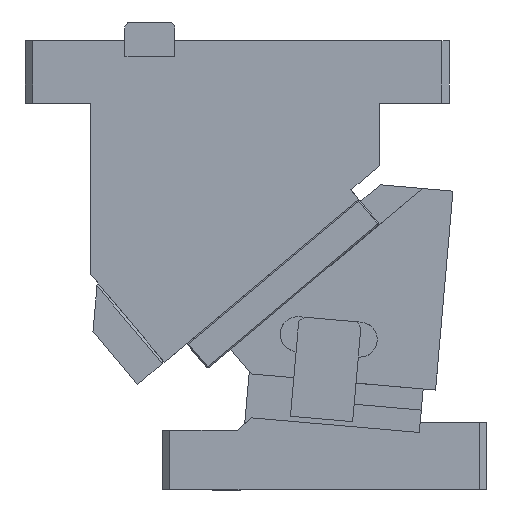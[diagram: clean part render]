
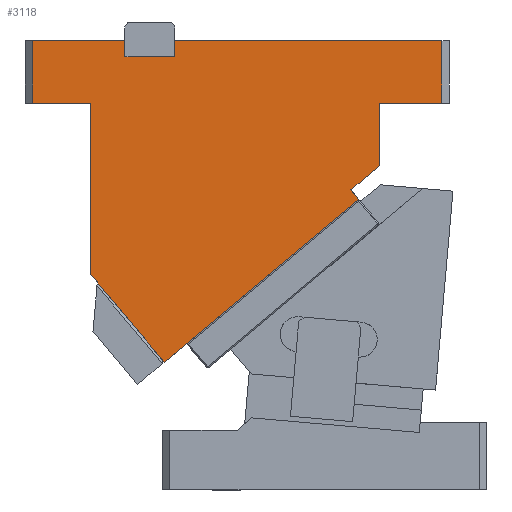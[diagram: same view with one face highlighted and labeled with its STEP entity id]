
A CAD part, front view. The second image highlights one B-rep face of the part: STEP entity #3118.
In plain terms, the highlighted planar face has unit normal (0, -1, 0).
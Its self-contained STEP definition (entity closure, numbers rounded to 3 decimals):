
#2542=CARTESIAN_POINT('Vertex',(-29.,0.,155.)) ;
#2545=CARTESIAN_POINT('Line Origine',(-40.5,0.,155.)) ;
#2549=CARTESIAN_POINT('Vertex',(-52.,0.,155.)) ;
#2968=CARTESIAN_POINT('Vertex',(-29.,0.,86.702)) ;
#2971=CARTESIAN_POINT('Line Origine',(-29.,0.,120.851)) ;
#2983=CARTESIAN_POINT('Axis2P3D Location',(-22.189,0.,61.747)) ;
#2988=CARTESIAN_POINT('Line Origine',(-52.,0.,167.5)) ;
#2992=CARTESIAN_POINT('Vertex',(-52.,0.,180.)) ;
#2995=CARTESIAN_POINT('Line Origine',(-25.151,0.,82.114)) ;
#2999=CARTESIAN_POINT('Vertex',(-21.302,0.,77.527)) ;
#3002=CARTESIAN_POINT('Line Origine',(-15.195,0.,70.249)) ;
#3006=CARTESIAN_POINT('Vertex',(-9.089,0.,62.972)) ;
#3009=CARTESIAN_POINT('Line Origine',(-4.107,0.,57.035)) ;
#3013=CARTESIAN_POINT('Vertex',(0.875,0.,51.098)) ;
#3016=CARTESIAN_POINT('Line Origine',(5.318,0.,54.827)) ;
#3020=CARTESIAN_POINT('Vertex',(9.761,0.,58.555)) ;
#3023=CARTESIAN_POINT('Line Origine',(44.233,0.,87.48)) ;
#3027=CARTESIAN_POINT('Vertex',(78.705,0.,116.406)) ;
#3030=CARTESIAN_POINT('Line Origine',(77.098,0.,118.321)) ;
#3034=CARTESIAN_POINT('Vertex',(75.491,0.,120.236)) ;
#3037=CARTESIAN_POINT('Line Origine',(81.245,0.,125.065)) ;
#3041=CARTESIAN_POINT('Vertex',(87.,0.,129.893)) ;
#3044=CARTESIAN_POINT('Line Origine',(87.,0.,142.447)) ;
#3048=CARTESIAN_POINT('Vertex',(87.,0.,155.)) ;
#3051=CARTESIAN_POINT('Line Origine',(99.5,0.,155.)) ;
#3055=CARTESIAN_POINT('Vertex',(112.,0.,155.)) ;
#3058=CARTESIAN_POINT('Line Origine',(112.,0.,167.5)) ;
#3062=CARTESIAN_POINT('Vertex',(112.,0.,180.)) ;
#3065=CARTESIAN_POINT('Line Origine',(58.5,0.,180.)) ;
#3069=CARTESIAN_POINT('Vertex',(5.,0.,180.)) ;
#3072=CARTESIAN_POINT('Line Origine',(5.,0.,176.75)) ;
#3076=CARTESIAN_POINT('Vertex',(5.,0.,173.5)) ;
#3079=CARTESIAN_POINT('Line Origine',(-5.,0.,173.5)) ;
#3083=CARTESIAN_POINT('Vertex',(-15.,0.,173.5)) ;
#3086=CARTESIAN_POINT('Line Origine',(-15.,0.,176.75)) ;
#3090=CARTESIAN_POINT('Vertex',(-15.,0.,180.)) ;
#3093=CARTESIAN_POINT('Line Origine',(-33.5,0.,180.)) ;
#2546=DIRECTION('Vector Direction',(-1.,0.,0.)) ;
#2972=DIRECTION('Vector Direction',(0.,0.,1.)) ;
#2984=DIRECTION('Axis2P3D Direction',(0.,1.,0.)) ;
#2985=DIRECTION('Axis2P3D XDirection',(-1.,0.,0.)) ;
#2989=DIRECTION('Vector Direction',(0.,0.,-1.)) ;
#2996=DIRECTION('Vector Direction',(-0.643,0.,0.766)) ;
#3003=DIRECTION('Vector Direction',(-0.643,0.,0.766)) ;
#3010=DIRECTION('Vector Direction',(-0.643,0.,0.766)) ;
#3017=DIRECTION('Vector Direction',(-0.766,0.,-0.643)) ;
#3024=DIRECTION('Vector Direction',(-0.766,0.,-0.643)) ;
#3031=DIRECTION('Vector Direction',(-0.643,0.,0.766)) ;
#3038=DIRECTION('Vector Direction',(-0.766,0.,-0.643)) ;
#3045=DIRECTION('Vector Direction',(0.,0.,-1.)) ;
#3052=DIRECTION('Vector Direction',(-1.,0.,0.)) ;
#3059=DIRECTION('Vector Direction',(0.,0.,1.)) ;
#3066=DIRECTION('Vector Direction',(1.,0.,0.)) ;
#3073=DIRECTION('Vector Direction',(0.,0.,1.)) ;
#3080=DIRECTION('Vector Direction',(1.,0.,0.)) ;
#3087=DIRECTION('Vector Direction',(0.,0.,-1.)) ;
#3094=DIRECTION('Vector Direction',(1.,0.,0.)) ;
#2986=AXIS2_PLACEMENT_3D('Plane Axis2P3D',#2983,#2984,#2985) ;
#3099=ORIENTED_EDGE('',*,*,#2994,.F.) ;
#3100=ORIENTED_EDGE('',*,*,#2551,.F.) ;
#3101=ORIENTED_EDGE('',*,*,#2975,.F.) ;
#3102=ORIENTED_EDGE('',*,*,#3001,.F.) ;
#3103=ORIENTED_EDGE('',*,*,#3008,.F.) ;
#3104=ORIENTED_EDGE('',*,*,#3015,.F.) ;
#3105=ORIENTED_EDGE('',*,*,#3022,.F.) ;
#3106=ORIENTED_EDGE('',*,*,#3029,.F.) ;
#3107=ORIENTED_EDGE('',*,*,#3036,.T.) ;
#3108=ORIENTED_EDGE('',*,*,#3043,.F.) ;
#3109=ORIENTED_EDGE('',*,*,#3050,.F.) ;
#3110=ORIENTED_EDGE('',*,*,#3057,.F.) ;
#3111=ORIENTED_EDGE('',*,*,#3064,.F.) ;
#3112=ORIENTED_EDGE('',*,*,#3071,.F.) ;
#3113=ORIENTED_EDGE('',*,*,#3078,.F.) ;
#3114=ORIENTED_EDGE('',*,*,#3085,.F.) ;
#3115=ORIENTED_EDGE('',*,*,#3092,.F.) ;
#3116=ORIENTED_EDGE('',*,*,#3097,.F.) ;
#2547=VECTOR('Line Direction',#2546,1.) ;
#2973=VECTOR('Line Direction',#2972,1.) ;
#2990=VECTOR('Line Direction',#2989,1.) ;
#2997=VECTOR('Line Direction',#2996,1.) ;
#3004=VECTOR('Line Direction',#3003,1.) ;
#3011=VECTOR('Line Direction',#3010,1.) ;
#3018=VECTOR('Line Direction',#3017,1.) ;
#3025=VECTOR('Line Direction',#3024,1.) ;
#3032=VECTOR('Line Direction',#3031,1.) ;
#3039=VECTOR('Line Direction',#3038,1.) ;
#3046=VECTOR('Line Direction',#3045,1.) ;
#3053=VECTOR('Line Direction',#3052,1.) ;
#3060=VECTOR('Line Direction',#3059,1.) ;
#3067=VECTOR('Line Direction',#3066,1.) ;
#3074=VECTOR('Line Direction',#3073,1.) ;
#3081=VECTOR('Line Direction',#3080,1.) ;
#3088=VECTOR('Line Direction',#3087,1.) ;
#3095=VECTOR('Line Direction',#3094,1.) ;
#3118=ADVANCED_FACE('CAM HOLDER',(#3117),#2987,.F.) ;
#2551=EDGE_CURVE('',#2543,#2550,#2548,.T.) ;
#2975=EDGE_CURVE('',#2969,#2543,#2974,.T.) ;
#2994=EDGE_CURVE('',#2550,#2993,#2991,.F.) ;
#3001=EDGE_CURVE('',#3000,#2969,#2998,.T.) ;
#3008=EDGE_CURVE('',#3007,#3000,#3005,.T.) ;
#3015=EDGE_CURVE('',#3014,#3007,#3012,.T.) ;
#3022=EDGE_CURVE('',#3021,#3014,#3019,.T.) ;
#3029=EDGE_CURVE('',#3028,#3021,#3026,.T.) ;
#3036=EDGE_CURVE('',#3028,#3035,#3033,.T.) ;
#3043=EDGE_CURVE('',#3042,#3035,#3040,.T.) ;
#3050=EDGE_CURVE('',#3049,#3042,#3047,.T.) ;
#3057=EDGE_CURVE('',#3056,#3049,#3054,.T.) ;
#3064=EDGE_CURVE('',#3063,#3056,#3061,.F.) ;
#3071=EDGE_CURVE('',#3070,#3063,#3068,.T.) ;
#3078=EDGE_CURVE('',#3077,#3070,#3075,.T.) ;
#3085=EDGE_CURVE('',#3084,#3077,#3082,.T.) ;
#3092=EDGE_CURVE('',#3091,#3084,#3089,.T.) ;
#3097=EDGE_CURVE('',#2993,#3091,#3096,.T.) ;
#3098=EDGE_LOOP('',(#3099,#3100,#3101,#3102,#3103,#3104,#3105,#3106,#3107,#3108,#3109,#3110,#3111,#3112,#3113,#3114,#3115,#3116)) ;
#3117=FACE_OUTER_BOUND('',#3098,.T.) ;
#2548=LINE('Line',#2545,#2547) ;
#2974=LINE('Line',#2971,#2973) ;
#2991=LINE('Line',#2988,#2990) ;
#2998=LINE('Line',#2995,#2997) ;
#3005=LINE('Line',#3002,#3004) ;
#3012=LINE('Line',#3009,#3011) ;
#3019=LINE('Line',#3016,#3018) ;
#3026=LINE('Line',#3023,#3025) ;
#3033=LINE('Line',#3030,#3032) ;
#3040=LINE('Line',#3037,#3039) ;
#3047=LINE('Line',#3044,#3046) ;
#3054=LINE('Line',#3051,#3053) ;
#3061=LINE('Line',#3058,#3060) ;
#3068=LINE('Line',#3065,#3067) ;
#3075=LINE('Line',#3072,#3074) ;
#3082=LINE('Line',#3079,#3081) ;
#3089=LINE('Line',#3086,#3088) ;
#3096=LINE('Line',#3093,#3095) ;
#2987=PLANE('Plane',#2986) ;
#2543=VERTEX_POINT('',#2542) ;
#2550=VERTEX_POINT('',#2549) ;
#2969=VERTEX_POINT('',#2968) ;
#2993=VERTEX_POINT('',#2992) ;
#3000=VERTEX_POINT('',#2999) ;
#3007=VERTEX_POINT('',#3006) ;
#3014=VERTEX_POINT('',#3013) ;
#3021=VERTEX_POINT('',#3020) ;
#3028=VERTEX_POINT('',#3027) ;
#3035=VERTEX_POINT('',#3034) ;
#3042=VERTEX_POINT('',#3041) ;
#3049=VERTEX_POINT('',#3048) ;
#3056=VERTEX_POINT('',#3055) ;
#3063=VERTEX_POINT('',#3062) ;
#3070=VERTEX_POINT('',#3069) ;
#3077=VERTEX_POINT('',#3076) ;
#3084=VERTEX_POINT('',#3083) ;
#3091=VERTEX_POINT('',#3090) ;
